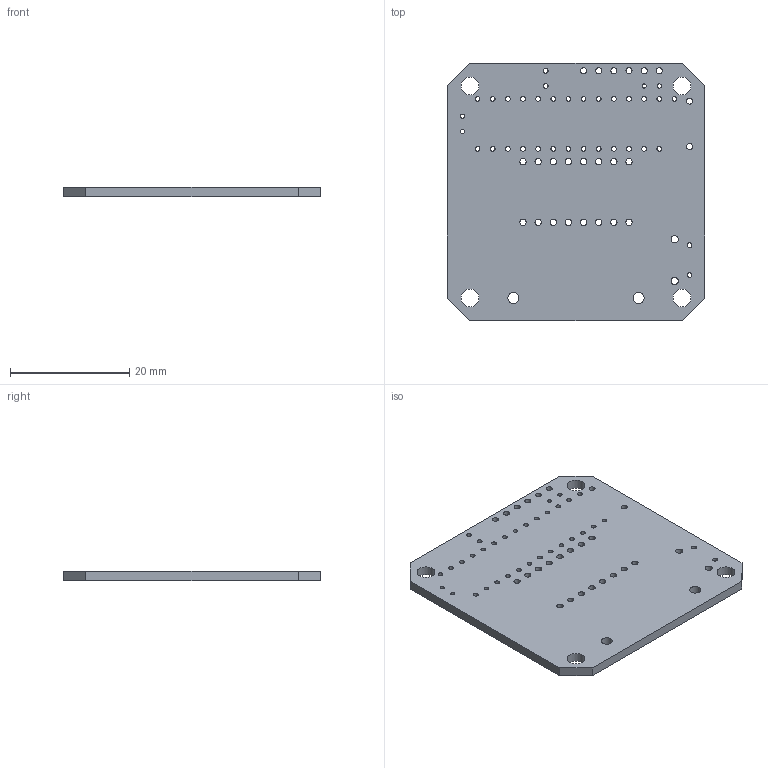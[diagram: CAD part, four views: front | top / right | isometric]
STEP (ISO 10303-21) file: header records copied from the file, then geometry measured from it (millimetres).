
FILE_DESCRIPTION(('KiCad electronic assembly'),'2;1');
FILE_NAME('kicadBoard.step','2022-11-06T03:59:23',('Pcbnew'),('Kicad'), 'Open CASCADE STEP processor 7.6','KiCad to STEP converter','Unknown' );
FILE_SCHEMA(('AUTOMOTIVE_DESIGN { 1 0 10303 214 1 1 1 1 }'));
Length unit declared in the file: millimetre
Products named in the file (2): kicadBoard 1; kicadBoard PCB
Assembly tree (1 placements, depth 2):
  kicadBoard 1
    kicadBoard PCB
Bounding box: 43.18 x 43.18 x 1.6 mm (x, y, z)
Volume: 2818.6 mm3; surface area: 4141.8 mm2
Topology: 1 solids, 1 shells, 77 faces, 225 edges, 150 vertices
Faces by surface type: cylinder 67, plane 10
Full cylindrical faces by diameter (mm): 0.7 x4, 0.8 x29, 0.813 x2, 1.016 x8, 1.067 x16, 1.2 x2, 1.854 x2, 3 x4
Entity records: 5873 total; most frequent: DIRECTION 967, CARTESIAN_POINT 904, ORIENTED_EDGE 450, PCURVE 450, DEFINITIONAL_REPRESENTATION 450, LINE 407, VECTOR 407, CIRCLE 268
